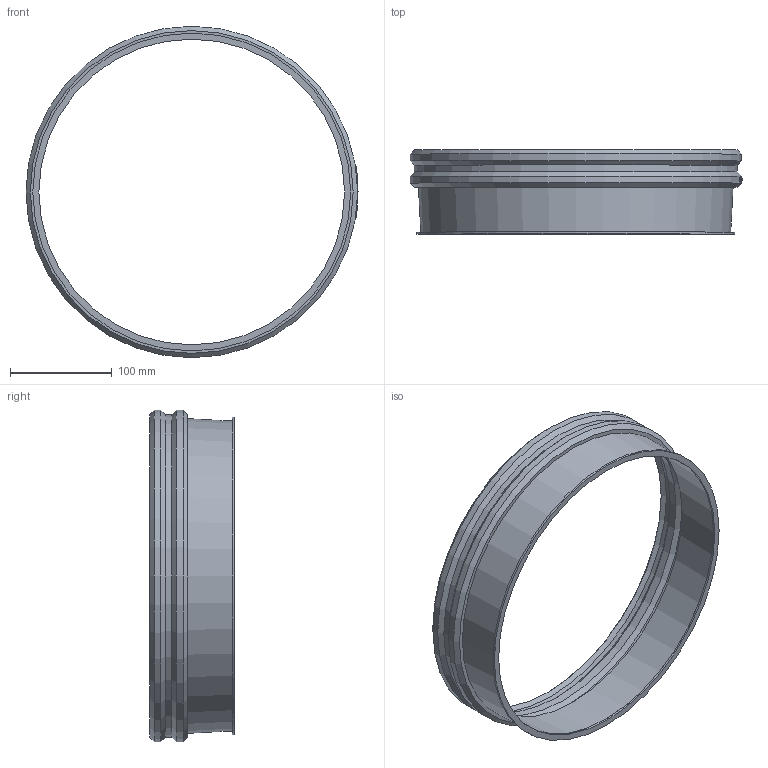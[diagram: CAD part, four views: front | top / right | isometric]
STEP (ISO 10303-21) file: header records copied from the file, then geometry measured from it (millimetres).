
FILE_DESCRIPTION(/* description */ (''),/* implementation_level */ '2;1');
FILE_NAME(/* name */ 'BFM Spigot 300mm with Jacob Lip v1.step',/* time_stamp */ '2023-08-03T14:41:43+12:00',/* author */ (''),/* organization */ (''),/* preprocessor_version */ 'ST-DEVELOPER v20',/* originating_system */ 'Autodesk Translation Framework v12.9.0.99',/* authorisation */ '');
FILE_SCHEMA (('AUTOMOTIVE_DESIGN { 1 0 10303 214 3 1 1 }'));
Length unit declared in the file: millimetre
Products named in the file (1): BFM Spigot 300mm with Jacob Lip
Bounding box: 326.5 x 82.98 x 326 mm (x, y, z)
Volume: 191367.4 mm3; surface area: 195427.7 mm2
Topology: 1 solids, 1 shells, 330 faces, 865 edges, 572 vertices
Faces by surface type: plane 148, bspline 131, cylinder 40, cone 11
Full cylindrical faces by diameter (mm): 300.618 x1, 312.618 x1, 313.5 x1, 317.5 x1, 322 x2, 326 x2
Entity records: 13861 total; most frequent: CARTESIAN_POINT 6339, ORIENTED_EDGE 1730, DIRECTION 1223, EDGE_CURVE 865, VERTEX_POINT 572, LINE 435, VECTOR 435, AXIS2_PLACEMENT_3D 394
